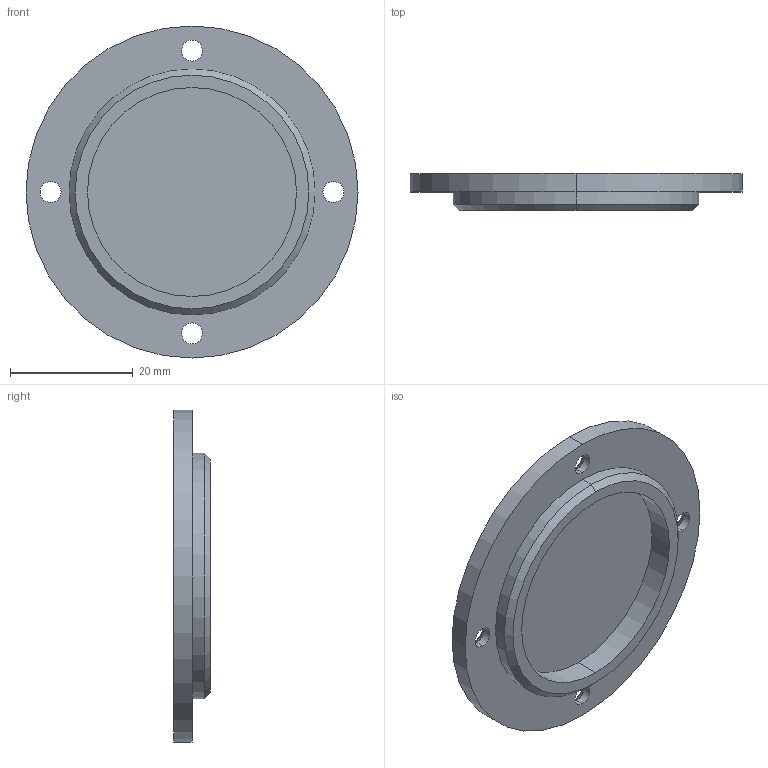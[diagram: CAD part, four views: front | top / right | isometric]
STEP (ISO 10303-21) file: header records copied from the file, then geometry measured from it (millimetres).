
FILE_DESCRIPTION (( 'STEP AP214' ), '1' );
FILE_NAME ('Ð.ÏÇÖ.065.01 Çàãëóøêà.STEP', '2018-06-26T12:38:43', ( '' ), ( '' ), 'SwSTEP 2.0', 'SolidWorks 2017', '' );
FILE_SCHEMA (( 'AUTOMOTIVE_DESIGN' ));
Length unit declared in the file: millimetre
Products named in the file (1): Ð.ÏÇÖ.065.01 Çàãëóøêà
Bounding box: 54 x 6 x 54 mm (x, y, z)
Volume: 6761.2 mm3; surface area: 5847.1 mm2
Topology: 1 solids, 1 shells, 28 faces, 62 edges, 38 vertices
Faces by surface type: cylinder 14, cone 10, plane 4
Entity records: 834 total; most frequent: DIRECTION 158, CARTESIAN_POINT 129, ORIENTED_EDGE 124, AXIS2_PLACEMENT_3D 67, EDGE_CURVE 62, VERTEX_POINT 38, CIRCLE 38, EDGE_LOOP 38
